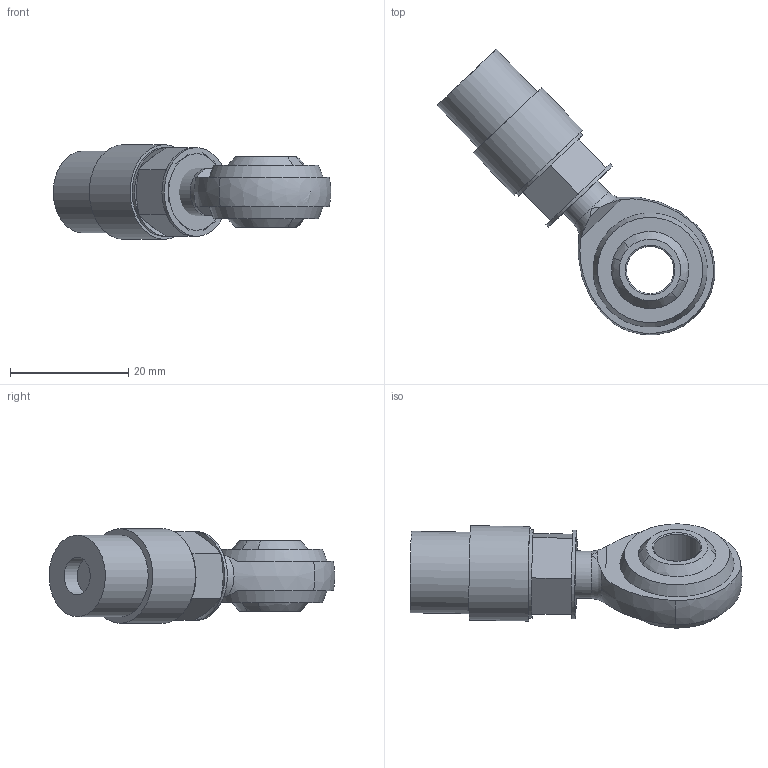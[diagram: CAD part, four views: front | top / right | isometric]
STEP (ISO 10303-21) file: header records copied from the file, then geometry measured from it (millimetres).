
FILE_DESCRIPTION(/* description */ (''),/* implementation_level */ '2;1');
FILE_NAME(/* name */ 'stay end.stp',/* time_stamp */ '2018-04-27T17:10:33+09:00',/* author */ ('ku_sk'),/* organization */ (''),/* preprocessor_version */ 'ST-DEVELOPER v17',/* originating_system */ 'Autodesk Inventor 2018',/* authorisation */ '');
FILE_SCHEMA (('AUTOMOTIVE_DESIGN { 1 0 10303 214 3 1 1 }'));
Length unit declared in the file: millimetre
Products named in the file (6): Symmetry of ArmEnd1.0assy; Symmetry of ArmEnd1.0; Symmetry of POS 8EC.1; Symmetry of POS_8ECBody; Symmetry of POS_8ECBall; Symmetry of JIS B 1181 NUT M8 STEEL GRADE C HEXAGON
Assembly tree (5 placements, depth 3):
  Symmetry of ArmEnd1.0assy
    Symmetry of ArmEnd1.0
    Symmetry of POS 8EC.1
      Symmetry of POS_8ECBody
      Symmetry of POS_8ECBall
    Symmetry of JIS B 1181 NUT M8 STEEL GRADE C HEXAGON
Bounding box: 46.92 x 48.33 x 15.99 mm (x, y, z)
Volume: 8111.5 mm3; surface area: 5863.5 mm2
Topology: 6 solids, 6 shells, 51 faces, 126 edges, 87 vertices
Faces by surface type: plane 24, cylinder 8, bspline 6, cone 5, sphere 4, torus 4
Full cylindrical faces by diameter (mm): 6.4 x1, 6.647 x1, 8 x2, 13.8 x1, 15.011 x2, 16 x1
Entity records: 2121 total; most frequent: CARTESIAN_POINT 719, DIRECTION 271, ORIENTED_EDGE 250, EDGE_CURVE 125, AXIS2_PLACEMENT_3D 124, VERTEX_POINT 87, CIRCLE 68, EDGE_LOOP 64
